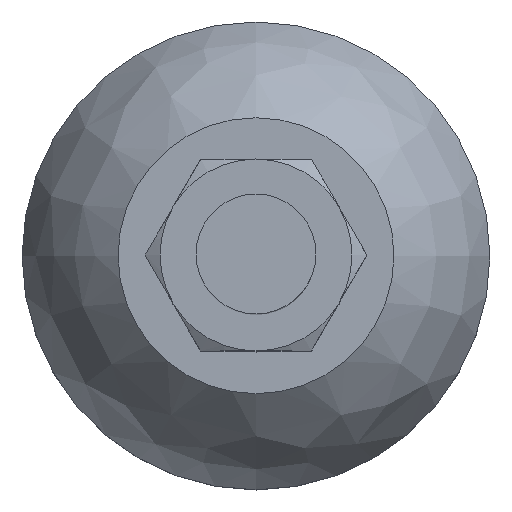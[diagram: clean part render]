
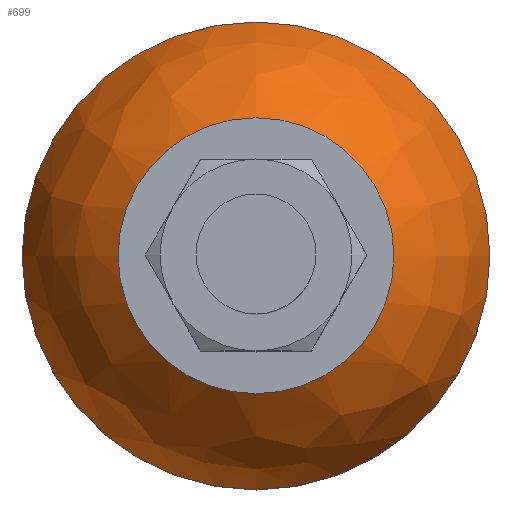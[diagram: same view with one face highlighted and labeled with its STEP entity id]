
A CAD part, top view. The second image highlights one B-rep face of the part: STEP entity #699.
In plain terms, the highlighted free-form (B-spline) face has degree [3, 3] with [4, 7] control points.
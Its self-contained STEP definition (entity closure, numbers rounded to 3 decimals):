
#699=ADVANCED_FACE('',(#781,#782),#783,.T.);
#781=FACE_OUTER_BOUND('',#868,.T.);
#782=FACE_OUTER_BOUND('',#869,.T.);
#783=(B_SPLINE_SURFACE(3,3,((#871,#872,#873,#874,#875,#876,#877),(#878,#879,#880,#881,#882,#883,#884),(#885,#886,#887,#888,#889,#890,#891),(#892,#893,#894,#895,#896,#897,#898)),.UNSPECIFIED.,.F.,.T.,.F.)B_SPLINE_SURFACE_WITH_KNOTS((4,4),(4,3,4),(0.0,6.283),(-0.966,-0.608,-0.25),.UNSPECIFIED.)RATIONAL_B_SPLINE_SURFACE(((1.0,0.333,0.333,1.0,0.333,0.333,1.0),(0.958,0.319,0.319,0.958,0.319,0.319,0.958),(0.958,0.319,0.319,0.958,0.319,0.319,0.958),(1.0,0.333,0.333,1.0,0.333,0.333,1.0)))BOUNDED_SURFACE()REPRESENTATION_ITEM('')GEOMETRIC_REPRESENTATION_ITEM()SURFACE());
#868=EDGE_LOOP('',(#1148));
#869=EDGE_LOOP('',(#1149));
#871=CARTESIAN_POINT('',(-19.5,0.0,6.5));
#872=CARTESIAN_POINT('',(-19.5,39.0,6.5));
#873=CARTESIAN_POINT('',(19.5,39.0,6.5));
#874=CARTESIAN_POINT('',(19.5,0.0,6.5));
#875=CARTESIAN_POINT('',(19.5,-39.0,6.5));
#876=CARTESIAN_POINT('',(-19.5,-39.0,6.5));
#877=CARTESIAN_POINT('',(-19.5,0.0,6.5));
#878=CARTESIAN_POINT('',(-18.294,0.0,11.224));
#879=CARTESIAN_POINT('',(-18.294,36.588,11.224));
#880=CARTESIAN_POINT('',(18.294,36.588,11.224));
#881=CARTESIAN_POINT('',(18.294,0.0,11.224));
#882=CARTESIAN_POINT('',(18.294,-36.588,11.224));
#883=CARTESIAN_POINT('',(-18.294,-36.588,11.224));
#884=CARTESIAN_POINT('',(-18.294,0.0,11.224));
#885=CARTESIAN_POINT('',(-15.51,0.0,15.226));
#886=CARTESIAN_POINT('',(-15.51,31.019,15.226));
#887=CARTESIAN_POINT('',(15.51,31.019,15.226));
#888=CARTESIAN_POINT('',(15.51,0.0,15.226));
#889=CARTESIAN_POINT('',(15.51,-31.019,15.226));
#890=CARTESIAN_POINT('',(-15.51,-31.019,15.226));
#891=CARTESIAN_POINT('',(-15.51,0.0,15.226));
#892=CARTESIAN_POINT('',(-11.5,0.0,18.0));
#893=CARTESIAN_POINT('',(-11.5,23.0,18.0));
#894=CARTESIAN_POINT('',(11.5,23.0,18.0));
#895=CARTESIAN_POINT('',(11.5,0.0,18.0));
#896=CARTESIAN_POINT('',(11.5,-23.0,18.0));
#897=CARTESIAN_POINT('',(-11.5,-23.0,18.0));
#898=CARTESIAN_POINT('',(-11.5,0.0,18.0));
#1148=ORIENTED_EDGE('',*,*,#1231,.F.);
#1149=ORIENTED_EDGE('',*,*,#1230,.T.);
#1230=EDGE_CURVE('',#1343,#1343,#1344,.T.);
#1231=EDGE_CURVE('',#1345,#1345,#1346,.T.);
#1343=VERTEX_POINT('',#1627);
#1344=CIRCLE('',#1628,11.5);
#1345=VERTEX_POINT('',#1629);
#1346=CIRCLE('',#1630,19.5);
#1627=CARTESIAN_POINT('',(-11.5,0.0,18.0));
#1628=AXIS2_PLACEMENT_3D('',#1714,#1715,#1716);
#1629=CARTESIAN_POINT('',(-19.5,0.0,6.5));
#1630=AXIS2_PLACEMENT_3D('',#1717,#1718,#1719);
#1714=CARTESIAN_POINT('',(0.,0.0,18.0));
#1715=DIRECTION('',(0.,0.0,-1.0));
#1716=DIRECTION('',(-1.0,0.0,0.));
#1717=CARTESIAN_POINT('',(0.,0.0,6.5));
#1718=DIRECTION('',(0.,0.0,-1.0));
#1719=DIRECTION('',(-1.0,0.0,0.));
